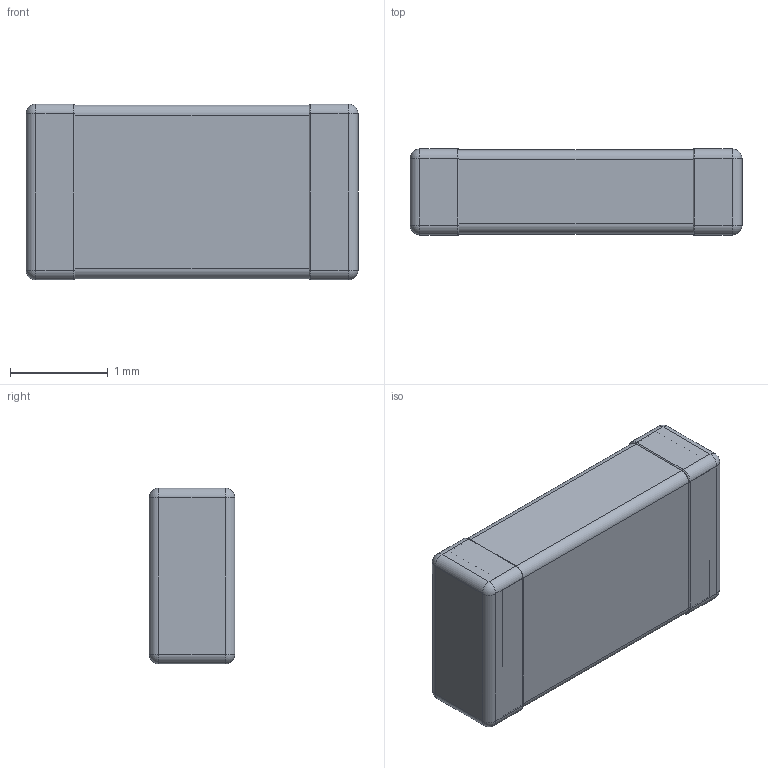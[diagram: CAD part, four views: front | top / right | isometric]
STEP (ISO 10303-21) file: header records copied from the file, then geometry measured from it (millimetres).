
FILE_DESCRIPTION (( 'STEP AP214' ), '1' );
FILE_NAME ('CCS1206_L3.4W1.8T0.88B0.5.STEP', '2016-06-07T19:32:02', ( '' ), ( '' ), 'SwSTEP 2.0', 'SolidWorks 2014', '' );
FILE_SCHEMA (( 'AUTOMOTIVE_DESIGN' ));
Length unit declared in the file: millimetre
Products named in the file (3): Base_36; CCS1206_L3.4W1.8T0.88B0.5; Termination_36
Assembly tree (3 placements, depth 2):
  CCS1206_L3.4W1.8T0.88B0.5
    Base_36
    Termination_36  x2
Bounding box: 3.4 x 0.88 x 1.8 mm (x, y, z)
Volume: 5.2 mm3; surface area: 34.3 mm2
Topology: 6 solids, 6 shells, 175 faces, 425 edges, 238 vertices
Faces by surface type: plane 91, cylinder 52, sphere 24, torus 8
Entity records: 4383 total; most frequent: CARTESIAN_POINT 642, DIRECTION 639, ORIENTED_EDGE 602, EDGE_CURVE 301, LINE 217, VECTOR 217, AXIS2_PLACEMENT_3D 211, VERTEX_POINT 182
